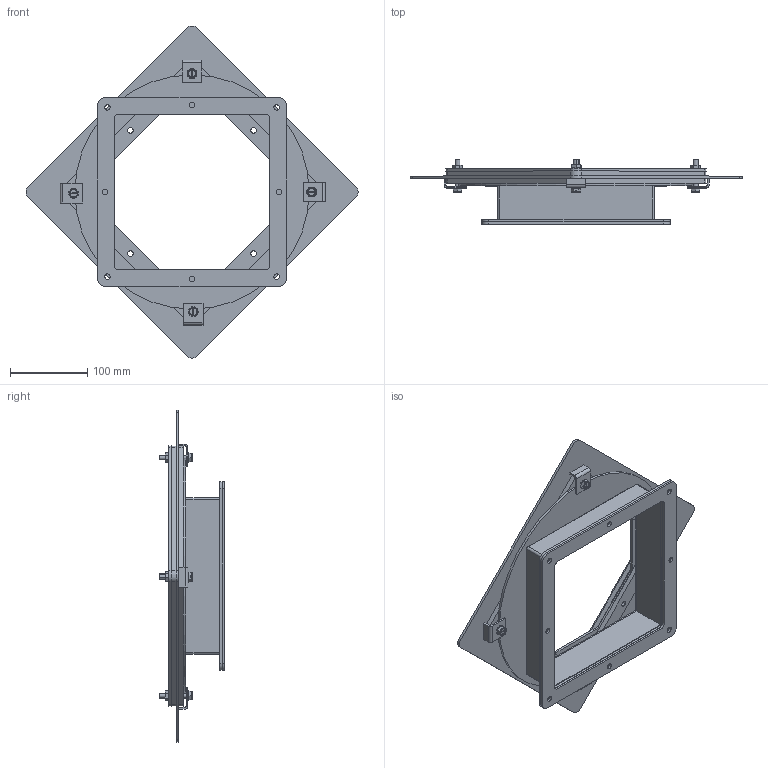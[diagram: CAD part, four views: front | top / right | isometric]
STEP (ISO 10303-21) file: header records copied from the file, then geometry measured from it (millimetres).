
FILE_DESCRIPTION (( 'STEP AP203' ), '1' );
FILE_NAME ('1487EV1.step', '2024-04-25T14:43:00', ( '' ), ( '' ), 'SwSTEP 2.0', 'SolidWorks 2023', '' );
FILE_SCHEMA (( 'CONFIG_CONTROL_DESIGN' ));
Length unit declared in the file: inch
Products named in the file (1): 1487EV1
Bounding box: 429.82 x 84.05 x 429.82 mm (x, y, z)
Volume: 783578.5 mm3; surface area: 512556.4 mm2
Topology: 24 solids, 24 shells, 618 faces, 1678 edges, 1116 vertices
Faces by surface type: plane 362, cylinder 240, cone 8, bspline 8
Entity records: 20275 total; most frequent: CARTESIAN_POINT 3941, DIRECTION 3364, ORIENTED_EDGE 3356, EDGE_CURVE 1678, VECTOR 1166, LINE 1166, VERTEX_POINT 1116, AXIS2_PLACEMENT_3D 1099
